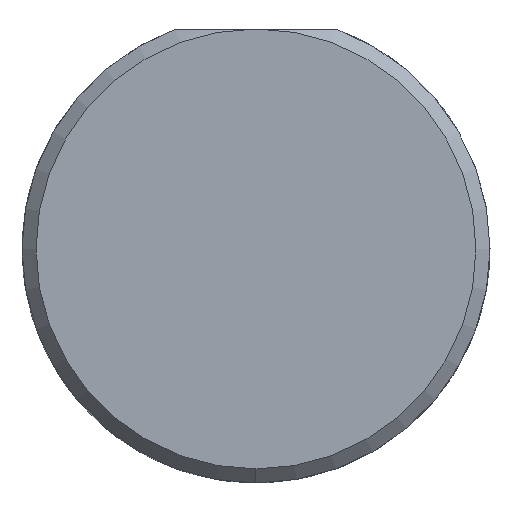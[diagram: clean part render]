
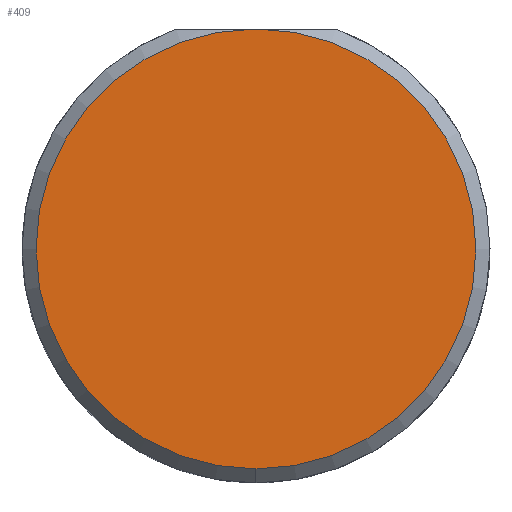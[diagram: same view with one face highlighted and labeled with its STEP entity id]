
A CAD part, left-side view. The second image highlights one B-rep face of the part: STEP entity #409.
In plain terms, the highlighted planar face has unit normal (-1, 0, 0).
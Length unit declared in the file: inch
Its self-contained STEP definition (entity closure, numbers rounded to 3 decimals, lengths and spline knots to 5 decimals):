
#28 = AXIS2_PLACEMENT_3D ( 'NONE', #643, #811, #367 ) ;
#38 = CIRCLE ( 'NONE', #454, 0.23485 ) ;
#56 = CARTESIAN_POINT ( 'NONE',  ( 0., 0., 0. ) ) ;
#81 = EDGE_CURVE ( 'NONE', #683, #386, #613, .T. ) ;
#102 = PLANE ( 'NONE',  #624 ) ;
#123 = EDGE_CURVE ( 'NONE', #386, #683, #38, .T. ) ;
#157 = CARTESIAN_POINT ( 'NONE',  ( 0., 0., -0.23485 ) ) ;
#181 = DIRECTION ( 'NONE',  ( 0., 0., -1. ) ) ;
#234 = EDGE_LOOP ( 'NONE', ( #450, #295 ) ) ;
#295 = ORIENTED_EDGE ( 'NONE', *, *, #81, .T. ) ;
#308 = DIRECTION ( 'NONE',  ( -1., 0., 0. ) ) ;
#345 = CARTESIAN_POINT ( 'NONE',  ( 0., 0., 0.23485 ) ) ;
#353 = DIRECTION ( 'NONE',  ( 1., 0., 0. ) ) ;
#367 = DIRECTION ( 'NONE',  ( 0., 0., -1. ) ) ;
#386 = VERTEX_POINT ( 'NONE', #345 ) ;
#409 = ADVANCED_FACE ( 'NONE', ( #670 ), #102, .F. ) ;
#450 = ORIENTED_EDGE ( 'NONE', *, *, #123, .T. ) ;
#454 = AXIS2_PLACEMENT_3D ( 'NONE', #56, #308, #181 ) ;
#478 = CARTESIAN_POINT ( 'NONE',  ( 0., 0., 0. ) ) ;
#482 = DIRECTION ( 'NONE',  ( 0., 0., -1. ) ) ;
#613 = CIRCLE ( 'NONE', #28, 0.23485 ) ;
#624 = AXIS2_PLACEMENT_3D ( 'NONE', #478, #353, #482 ) ;
#643 = CARTESIAN_POINT ( 'NONE',  ( 0., 0., 0. ) ) ;
#670 = FACE_OUTER_BOUND ( 'NONE', #234, .T. ) ;
#683 = VERTEX_POINT ( 'NONE', #157 ) ;
#811 = DIRECTION ( 'NONE',  ( -1., 0., 0. ) ) ;
